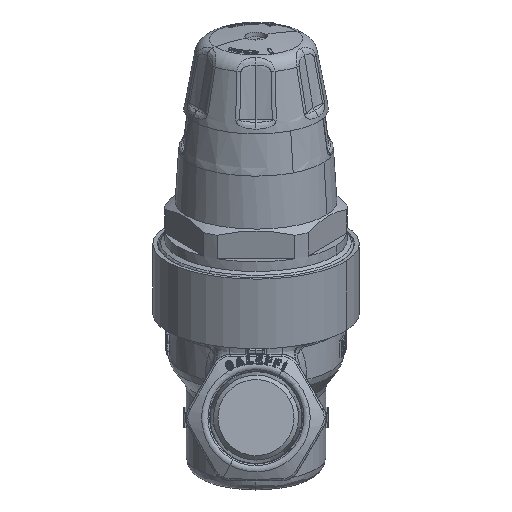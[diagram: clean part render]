
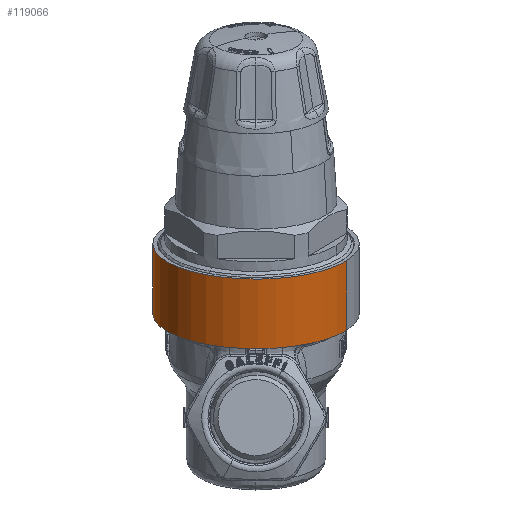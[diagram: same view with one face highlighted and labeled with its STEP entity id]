
A CAD part, front view. The second image highlights one B-rep face of the part: STEP entity #119066.
In plain terms, the highlighted cylindrical face has radius 30 mm (diameter 60 mm), a partial arc.
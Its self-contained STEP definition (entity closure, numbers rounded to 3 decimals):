
#118944=CARTESIAN_POINT('Vertex',(26.327,-24.53,25.344)) ;
#118947=CARTESIAN_POINT('Axis2P3D Location',(0.,-11.015,30.263)) ;
#118951=CARTESIAN_POINT('Vertex',(-26.327,2.501,35.182)) ;
#119036=CARTESIAN_POINT('Axis2P3D Location',(0.,-14.692,40.365)) ;
#119041=CARTESIAN_POINT('Line Origine',(26.327,-28.207,35.445)) ;
#119045=CARTESIAN_POINT('Vertex',(26.327,-31.884,45.547)) ;
#119048=CARTESIAN_POINT('Axis2P3D Location',(0.,-18.368,50.466)) ;
#119052=CARTESIAN_POINT('Vertex',(-26.327,-4.853,55.386)) ;
#119055=CARTESIAN_POINT('Line Origine',(-26.327,-1.176,45.284)) ;
#118948=DIRECTION('Axis2P3D Direction',(0.,0.342,-0.94)) ;
#119037=DIRECTION('Axis2P3D Direction',(0.,0.342,-0.94)) ;
#119038=DIRECTION('Axis2P3D XDirection',(0.878,-0.451,-0.164)) ;
#119042=DIRECTION('Vector Direction',(0.,0.342,-0.94)) ;
#119049=DIRECTION('Axis2P3D Direction',(0.,0.342,-0.94)) ;
#119056=DIRECTION('Vector Direction',(0.,0.342,-0.94)) ;
#118949=AXIS2_PLACEMENT_3D('Circle Axis2P3D',#118947,#118948,$) ;
#119039=AXIS2_PLACEMENT_3D('Cylinder Axis2P3D',#119036,#119037,#119038) ;
#119050=AXIS2_PLACEMENT_3D('Circle Axis2P3D',#119048,#119049,$) ;
#119061=ORIENTED_EDGE('',*,*,#118953,.F.) ;
#119062=ORIENTED_EDGE('',*,*,#119047,.T.) ;
#119063=ORIENTED_EDGE('',*,*,#119054,.T.) ;
#119064=ORIENTED_EDGE('',*,*,#119059,.F.) ;
#119043=VECTOR('Line Direction',#119042,1.) ;
#119057=VECTOR('Line Direction',#119056,1.) ;
#119066=ADVANCED_FACE('PartBody',(#119065),#119040,.T.) ;
#118950=CIRCLE('generated circle',#118949,30.) ;
#119051=CIRCLE('generated circle',#119050,30.) ;
#119040=CYLINDRICAL_SURFACE('generated cylinder',#119039,30.) ;
#118953=EDGE_CURVE('',#118945,#118952,#118950,.T.) ;
#119047=EDGE_CURVE('',#118945,#119046,#119044,.F.) ;
#119054=EDGE_CURVE('',#119046,#119053,#119051,.T.) ;
#119059=EDGE_CURVE('',#118952,#119053,#119058,.F.) ;
#119060=EDGE_LOOP('',(#119061,#119062,#119063,#119064)) ;
#119065=FACE_OUTER_BOUND('',#119060,.T.) ;
#119044=LINE('Line',#119041,#119043) ;
#119058=LINE('Line',#119055,#119057) ;
#118945=VERTEX_POINT('',#118944) ;
#118952=VERTEX_POINT('',#118951) ;
#119046=VERTEX_POINT('',#119045) ;
#119053=VERTEX_POINT('',#119052) ;
